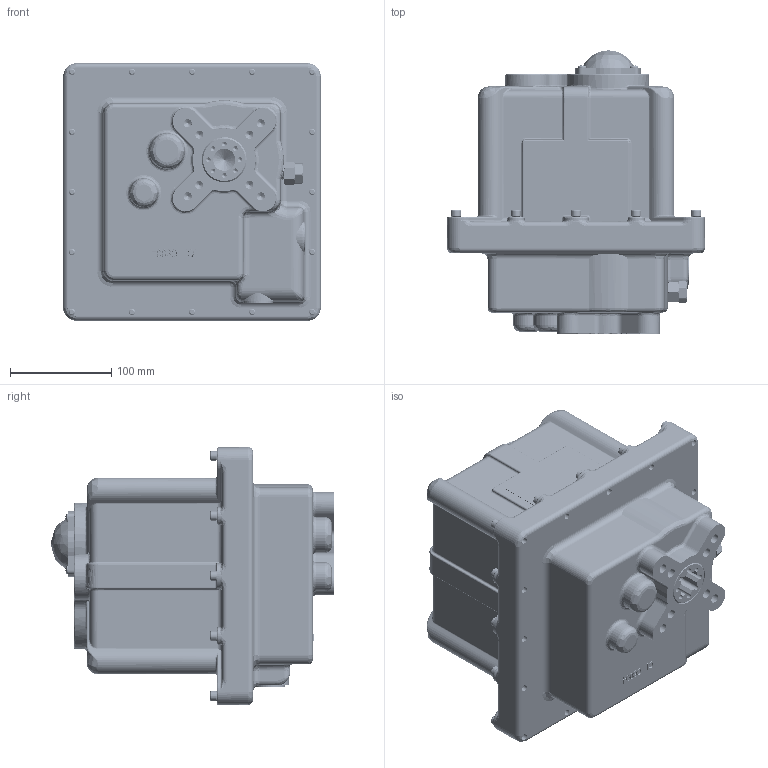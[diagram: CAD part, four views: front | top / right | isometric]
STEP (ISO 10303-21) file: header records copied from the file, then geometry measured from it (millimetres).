
FILE_DESCRIPTION (( 'STEP AP214' ), '1' );
FILE_NAME ('AS2.STEP', '2013-09-23T17:16:14', ( 'Owner' ), ( '' ), 'SwSTEP 2.0', 'SolidWorks 2013', '' );
FILE_SCHEMA (( 'AUTOMOTIVE_DESIGN' ));
Length unit declared in the file: inch
Products named in the file (19): 2004-1.1_Orange; Position Cover; 47032 8-32 3-8th_91735A192; 10020; 9040I; 9040C; 47102SS_91845A310; 35002; 10000; 47100_47100; 20031 for gear; 47047_47047; plug; 10004Q; 93003; 6004_ES2 FC; 4004f10di; 47015 8-32 s 1-4_94355A190; AS2
Assembly tree (38 placements, depth 3):
  AS2
    47015 8-32 s 1-4_94355A190
    4004f10di
    6004_ES2 FC
    93003
    10004Q
    plug  x2
    47047_47047  x17
    20031 for gear
    47100_47100
    10000
    35002
    47102SS_91845A310
    Position Cover
      9040C
      9040I
      10020
      47032 8-32 3-8th_91735A192  x4
    2004-1.1_Orange
Bounding box: 254.1 x 279.33 x 254.1 mm (x, y, z)
Volume: 3786808.1 mm3; surface area: 744996.6 mm2
Topology: 37 solids, 37 shells, 4752 faces, 14208 edges, 9817 vertices
Faces by surface type: cylinder 2696, plane 929, bspline 661, cone 466
Entity records: 186894 total; most frequent: CARTESIAN_POINT 96035, ORIENTED_EDGE 15012, DIRECTION 8379, EDGE_CURVE 7506, VERTEX_POINT 5483, B_SPLINE_CURVE_WITH_KNOTS 3742, AXIS2_PLACEMENT_3D 3263, EDGE_LOOP 2855
